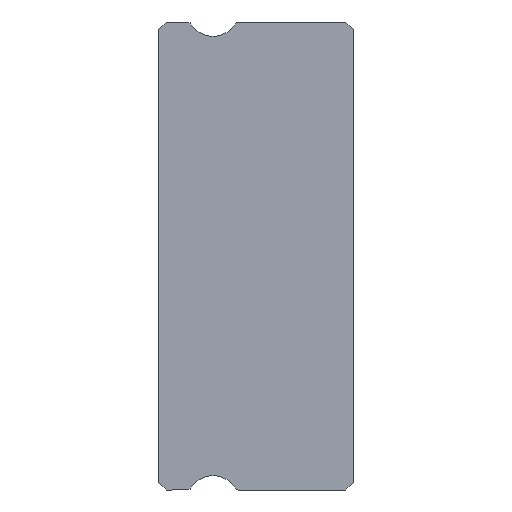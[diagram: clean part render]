
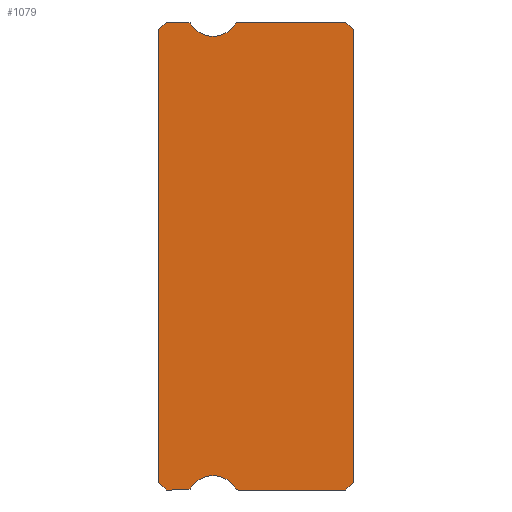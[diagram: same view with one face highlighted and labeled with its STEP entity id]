
A CAD part, left-side view. The second image highlights one B-rep face of the part: STEP entity #1079.
In plain terms, the highlighted planar face has unit normal (-1, 0, 0).
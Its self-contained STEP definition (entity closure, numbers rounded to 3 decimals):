
#32 = VERTEX_POINT ( 'NONE', #1388 ) ;
#39 = LINE ( 'NONE', #877, #992 ) ;
#96 = CARTESIAN_POINT ( 'NONE',  ( -10., 6.381, 9. ) ) ;
#143 = EDGE_CURVE ( 'NONE', #2168, #1534, #1458, .T. ) ;
#176 = ORIENTED_EDGE ( 'NONE', *, *, #392, .F. ) ;
#180 = CARTESIAN_POINT ( 'NONE',  ( -10., 6.381, 8.85 ) ) ;
#196 = DIRECTION ( 'NONE',  ( 0., 0., -1. ) ) ;
#204 = CIRCLE ( 'NONE', #1251, 0.15 ) ;
#205 = CARTESIAN_POINT ( 'NONE',  ( -10., 0.3, 9. ) ) ;
#208 = FACE_OUTER_BOUND ( 'NONE', #896, .T. ) ;
#243 = DIRECTION ( 'NONE',  ( 0., 0.707, -0.707 ) ) ;
#244 = CIRCLE ( 'NONE', #1724, 1. ) ;
#254 = ORIENTED_EDGE ( 'NONE', *, *, #774, .F. ) ;
#273 = DIRECTION ( 'NONE',  ( 1., 0., 0. ) ) ;
#320 = ORIENTED_EDGE ( 'NONE', *, *, #1916, .F. ) ;
#327 = EDGE_CURVE ( 'NONE', #1032, #1727, #1705, .T. ) ;
#347 = VERTEX_POINT ( 'NONE', #1889 ) ;
#380 = CARTESIAN_POINT ( 'NONE',  ( -10., 7.5, 8.85 ) ) ;
#392 = EDGE_CURVE ( 'NONE', #797, #1819, #1535, .T. ) ;
#406 = CARTESIAN_POINT ( 'NONE',  ( -10., 4.547, -8.928 ) ) ;
#407 = DIRECTION ( 'NONE',  ( 0., 0.707, -0.707 ) ) ;
#408 = LINE ( 'NONE', #791, #463 ) ;
#438 = DIRECTION ( 'NONE',  ( 1., 0., 0. ) ) ;
#442 = EDGE_CURVE ( 'NONE', #1642, #2030, #637, .T. ) ;
#463 = VECTOR ( 'NONE', #2682, 1000. ) ;
#487 = CARTESIAN_POINT ( 'NONE',  ( -10., 0., -8.7 ) ) ;
#489 = VECTOR ( 'NONE', #2355, 1000. ) ;
#521 = ORIENTED_EDGE ( 'NONE', *, *, #1275, .F. ) ;
#534 = CARTESIAN_POINT ( 'NONE',  ( -10., 6.381, -9. ) ) ;
#559 = ORIENTED_EDGE ( 'NONE', *, *, #327, .F. ) ;
#560 = CARTESIAN_POINT ( 'NONE',  ( -10., 0., 8.7 ) ) ;
#595 = DIRECTION ( 'NONE',  ( -1., 0., 0. ) ) ;
#600 = CARTESIAN_POINT ( 'NONE',  ( -10., 0.3, -9. ) ) ;
#607 = DIRECTION ( 'NONE',  ( 1., 0., 0. ) ) ;
#619 = DIRECTION ( 'NONE',  ( 0., 0., -1. ) ) ;
#637 = LINE ( 'NONE', #1033, #1024 ) ;
#655 = VECTOR ( 'NONE', #2244, 1000. ) ;
#666 = EDGE_CURVE ( 'NONE', #1727, #1062, #1789, .T. ) ;
#672 = VERTEX_POINT ( 'NONE', #406 ) ;
#679 = EDGE_CURVE ( 'NONE', #672, #32, #1657, .T. ) ;
#747 = ORIENTED_EDGE ( 'NONE', *, *, #143, .T. ) ;
#774 = EDGE_CURVE ( 'NONE', #1015, #1642, #1332, .T. ) ;
#785 = EDGE_CURVE ( 'NONE', #2279, #1340, #1317, .T. ) ;
#791 = CARTESIAN_POINT ( 'NONE',  ( -10., 7.2, 9. ) ) ;
#797 = VERTEX_POINT ( 'NONE', #96 ) ;
#804 = CARTESIAN_POINT ( 'NONE',  ( -10., 0., 8.7 ) ) ;
#816 = DIRECTION ( 'NONE',  ( 0., 0., 1. ) ) ;
#842 = ORIENTED_EDGE ( 'NONE', *, *, #679, .F. ) ;
#853 = CARTESIAN_POINT ( 'NONE',  ( -10., 6.381, 8.85 ) ) ;
#856 = CARTESIAN_POINT ( 'NONE',  ( -10., 6.381, 9. ) ) ;
#867 = EDGE_CURVE ( 'NONE', #32, #1340, #2322, .T. ) ;
#877 = CARTESIAN_POINT ( 'NONE',  ( -10., 0.3, 9. ) ) ;
#878 = DIRECTION ( 'NONE',  ( 0., 1., 0. ) ) ;
#896 = EDGE_LOOP ( 'NONE', ( #1481, #2498, #2224, #2439, #842, #320, #2029, #254, #2241, #521, #1179, #1776, #559, #2528, #176, #2671, #747 ) ) ;
#939 = LINE ( 'NONE', #2384, #2319 ) ;
#988 = EDGE_CURVE ( 'NONE', #1015, #1404, #2024, .T. ) ;
#990 = CARTESIAN_POINT ( 'NONE',  ( -10., 7.5, 8.7 ) ) ;
#992 = VECTOR ( 'NONE', #1702, 1000. ) ;
#1006 = LINE ( 'NONE', #380, #1942 ) ;
#1015 = VERTEX_POINT ( 'NONE', #2456 ) ;
#1024 = VECTOR ( 'NONE', #878, 1000. ) ;
#1032 = VERTEX_POINT ( 'NONE', #2223 ) ;
#1033 = CARTESIAN_POINT ( 'NONE',  ( -10., 6.381, -9. ) ) ;
#1045 = DIRECTION ( 'NONE',  ( 1., 0., 0. ) ) ;
#1062 = VERTEX_POINT ( 'NONE', #2633 ) ;
#1067 = EDGE_CURVE ( 'NONE', #347, #1534, #1006, .T. ) ;
#1079 = ADVANCED_FACE ( 'NONE', ( #208 ), #2038, .F. ) ;
#1083 = EDGE_CURVE ( 'NONE', #797, #2168, #408, .T. ) ;
#1134 = LINE ( 'NONE', #856, #655 ) ;
#1169 = VECTOR ( 'NONE', #1243, 1000. ) ;
#1179 = ORIENTED_EDGE ( 'NONE', *, *, #2377, .F. ) ;
#1243 = DIRECTION ( 'NONE',  ( 0., 0., 1. ) ) ;
#1244 = DIRECTION ( 'NONE',  ( 1., 0., 0. ) ) ;
#1251 = AXIS2_PLACEMENT_3D ( 'NONE', #1678, #438, #2102 ) ;
#1275 = EDGE_CURVE ( 'NONE', #2177, #1404, #39, .T. ) ;
#1317 = LINE ( 'NONE', #1538, #489 ) ;
#1332 = LINE ( 'NONE', #487, #1452 ) ;
#1340 = VERTEX_POINT ( 'NONE', #534 ) ;
#1360 = EDGE_CURVE ( 'NONE', #347, #2279, #939, .T. ) ;
#1388 = CARTESIAN_POINT ( 'NONE',  ( -10., 6.253, -8.928 ) ) ;
#1404 = VERTEX_POINT ( 'NONE', #560 ) ;
#1446 = DIRECTION ( 'NONE',  ( -1., 0., 0. ) ) ;
#1449 = EDGE_CURVE ( 'NONE', #1819, #1032, #244, .T. ) ;
#1452 = VECTOR ( 'NONE', #243, 1000. ) ;
#1458 = LINE ( 'NONE', #2070, #1578 ) ;
#1465 = CARTESIAN_POINT ( 'NONE',  ( -10., 6.253, 8.928 ) ) ;
#1468 = AXIS2_PLACEMENT_3D ( 'NONE', #2124, #273, #1730 ) ;
#1481 = ORIENTED_EDGE ( 'NONE', *, *, #1067, .F. ) ;
#1483 = CARTESIAN_POINT ( 'NONE',  ( -10., 7.2, -9. ) ) ;
#1534 = VERTEX_POINT ( 'NONE', #990 ) ;
#1535 = CIRCLE ( 'NONE', #2087, 0.15 ) ;
#1538 = CARTESIAN_POINT ( 'NONE',  ( -10., 6.381, -9. ) ) ;
#1540 = DIRECTION ( 'NONE',  ( 0., -0.707, -0.707 ) ) ;
#1578 = VECTOR ( 'NONE', #407, 1000. ) ;
#1637 = CARTESIAN_POINT ( 'NONE',  ( -10., 5.4, 9.45 ) ) ;
#1642 = VERTEX_POINT ( 'NONE', #600 ) ;
#1657 = CIRCLE ( 'NONE', #1666, 1. ) ;
#1666 = AXIS2_PLACEMENT_3D ( 'NONE', #2503, #1446, #2085 ) ;
#1678 = CARTESIAN_POINT ( 'NONE',  ( -10., 4.419, -8.85 ) ) ;
#1702 = DIRECTION ( 'NONE',  ( 0., -0.707, -0.707 ) ) ;
#1705 = CIRCLE ( 'NONE', #2566, 1. ) ;
#1724 = AXIS2_PLACEMENT_3D ( 'NONE', #2440, #2466, #1840 ) ;
#1727 = VERTEX_POINT ( 'NONE', #2207 ) ;
#1728 = AXIS2_PLACEMENT_3D ( 'NONE', #180, #1045, #2267 ) ;
#1730 = DIRECTION ( 'NONE',  ( 0., 0., -1. ) ) ;
#1761 = CARTESIAN_POINT ( 'NONE',  ( -10., 4.419, -9. ) ) ;
#1776 = ORIENTED_EDGE ( 'NONE', *, *, #666, .F. ) ;
#1789 = CIRCLE ( 'NONE', #2604, 0.15 ) ;
#1819 = VERTEX_POINT ( 'NONE', #1465 ) ;
#1840 = DIRECTION ( 'NONE',  ( 0., 0., -1. ) ) ;
#1889 = CARTESIAN_POINT ( 'NONE',  ( -10., 7.5, -8.7 ) ) ;
#1916 = EDGE_CURVE ( 'NONE', #2030, #672, #204, .T. ) ;
#1942 = VECTOR ( 'NONE', #816, 1000. ) ;
#2011 = CARTESIAN_POINT ( 'NONE',  ( -10., 7.2, 9. ) ) ;
#2024 = LINE ( 'NONE', #804, #1169 ) ;
#2029 = ORIENTED_EDGE ( 'NONE', *, *, #442, .F. ) ;
#2030 = VERTEX_POINT ( 'NONE', #1761 ) ;
#2038 = PLANE ( 'NONE',  #1728 ) ;
#2070 = CARTESIAN_POINT ( 'NONE',  ( -10., 7.5, 8.7 ) ) ;
#2085 = DIRECTION ( 'NONE',  ( 0., 0., -1. ) ) ;
#2087 = AXIS2_PLACEMENT_3D ( 'NONE', #853, #1244, #196 ) ;
#2102 = DIRECTION ( 'NONE',  ( 0., 0., -1. ) ) ;
#2124 = CARTESIAN_POINT ( 'NONE',  ( -10., 6.381, -8.85 ) ) ;
#2168 = VERTEX_POINT ( 'NONE', #2011 ) ;
#2177 = VERTEX_POINT ( 'NONE', #205 ) ;
#2207 = CARTESIAN_POINT ( 'NONE',  ( -10., 4.547, 8.928 ) ) ;
#2223 = CARTESIAN_POINT ( 'NONE',  ( -10., 5.4, 8.45 ) ) ;
#2224 = ORIENTED_EDGE ( 'NONE', *, *, #785, .T. ) ;
#2241 = ORIENTED_EDGE ( 'NONE', *, *, #988, .T. ) ;
#2244 = DIRECTION ( 'NONE',  ( 0., -1., 0. ) ) ;
#2267 = DIRECTION ( 'NONE',  ( 0., 0., -1. ) ) ;
#2279 = VERTEX_POINT ( 'NONE', #1483 ) ;
#2319 = VECTOR ( 'NONE', #1540, 1000. ) ;
#2322 = CIRCLE ( 'NONE', #1468, 0.15 ) ;
#2355 = DIRECTION ( 'NONE',  ( 0., -1., 0. ) ) ;
#2377 = EDGE_CURVE ( 'NONE', #1062, #2177, #1134, .T. ) ;
#2384 = CARTESIAN_POINT ( 'NONE',  ( -10., 7.2, -9. ) ) ;
#2439 = ORIENTED_EDGE ( 'NONE', *, *, #867, .F. ) ;
#2440 = CARTESIAN_POINT ( 'NONE',  ( -10., 5.4, 9.45 ) ) ;
#2456 = CARTESIAN_POINT ( 'NONE',  ( -10., 0., -8.7 ) ) ;
#2466 = DIRECTION ( 'NONE',  ( -1., 0., 0. ) ) ;
#2467 = CARTESIAN_POINT ( 'NONE',  ( -10., 4.419, 8.85 ) ) ;
#2498 = ORIENTED_EDGE ( 'NONE', *, *, #1360, .T. ) ;
#2503 = CARTESIAN_POINT ( 'NONE',  ( -10., 5.4, -9.45 ) ) ;
#2528 = ORIENTED_EDGE ( 'NONE', *, *, #1449, .F. ) ;
#2566 = AXIS2_PLACEMENT_3D ( 'NONE', #1637, #595, #2635 ) ;
#2604 = AXIS2_PLACEMENT_3D ( 'NONE', #2467, #607, #619 ) ;
#2633 = CARTESIAN_POINT ( 'NONE',  ( -10., 4.419, 9. ) ) ;
#2635 = DIRECTION ( 'NONE',  ( 0., 0., -1. ) ) ;
#2671 = ORIENTED_EDGE ( 'NONE', *, *, #1083, .T. ) ;
#2682 = DIRECTION ( 'NONE',  ( 0., 1., 0. ) ) ;
